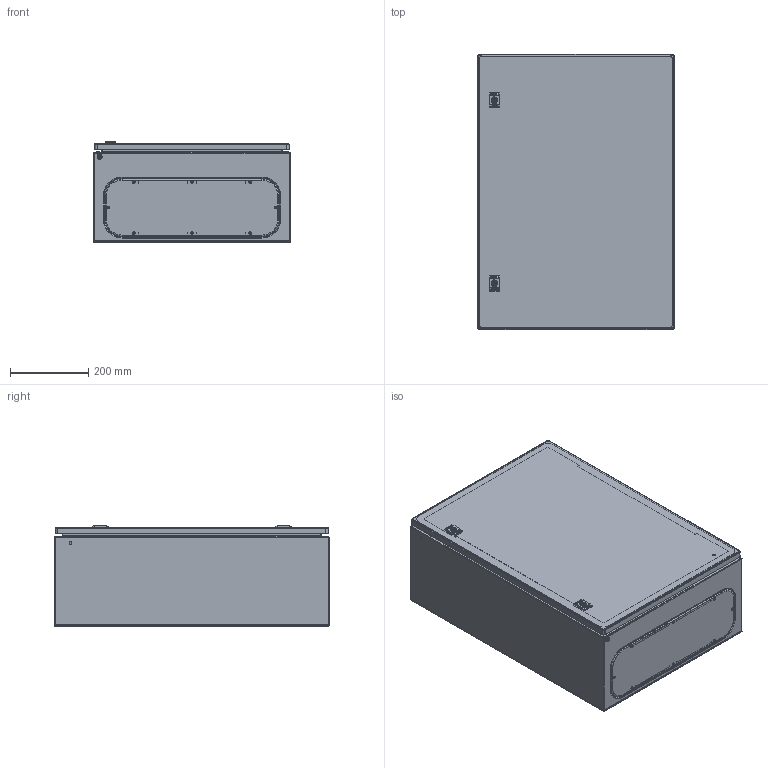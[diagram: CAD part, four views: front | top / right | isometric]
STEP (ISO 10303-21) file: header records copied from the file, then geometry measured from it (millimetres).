
FILE_DESCRIPTION(('STEP AP242'),'1');
FILE_NAME('nsycrn75250.stp','2019-10-29T07:31:05',('TraceParts'),('TraceParts S.A.'),'Spatial InterOp 3D',' ',' ');
FILE_SCHEMA(('AP242_MANAGED_MODEL_BASED_3D_ENGINEERING_MIM_LF {1 0 10303 442 1 1 4}'));
Length unit declared in the file: millimetre
Products named in the file (1): NSYCRN75250_ASM|BODY_CRN75_250#BODY_CRN75_250;BODY_CRN75_250
Bounding box: 500 x 701.2 x 257.61 mm (x, y, z)
Volume: 2074098 mm3; surface area: 2904503.2 mm2
Topology: 7 solids, 19 shells, 3795 faces, 10182 edges, 6425 vertices
Faces by surface type: plane 1469, cylinder 1154, cone 338, extrusion 292, torus 280, bspline 180, sphere 78, revolution 4
Entity records: 134102 total; most frequent: CARTESIAN_POINT 40449, ORIENTED_EDGE 20180, DIRECTION 18682, EDGE_CURVE 10090, AXIS2_PLACEMENT_3D 6593, VERTEX_POINT 6425, VECTOR 5492, LINE 5200
